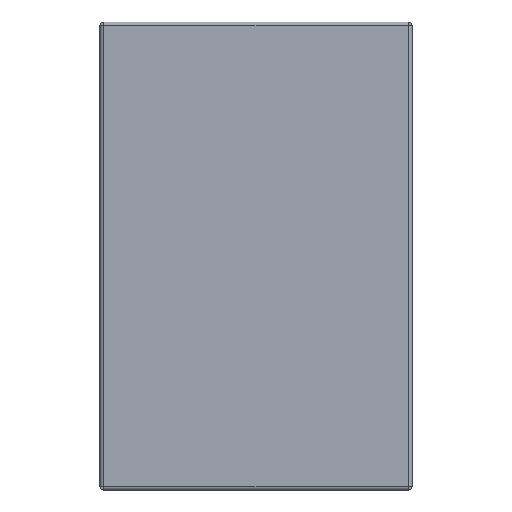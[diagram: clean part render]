
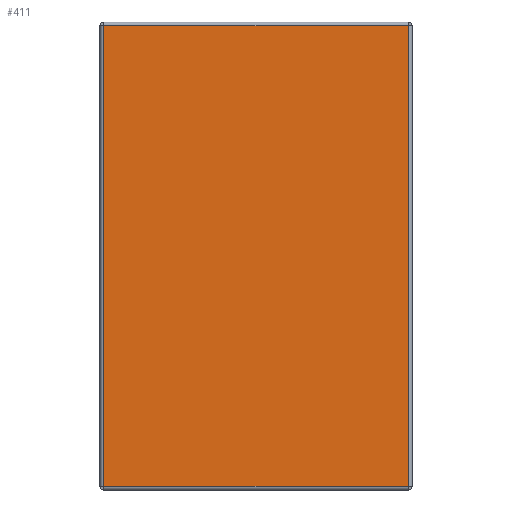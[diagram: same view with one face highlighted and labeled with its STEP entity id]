
A CAD part, front view. The second image highlights one B-rep face of the part: STEP entity #411.
In plain terms, the highlighted planar face has unit normal (0, -1, 0).
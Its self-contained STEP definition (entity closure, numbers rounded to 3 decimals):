
#411 = ADVANCED_FACE( '', ( #1053 ), #1054, .T. );
#1053 = FACE_OUTER_BOUND( '', #3303, .T. );
#1054 = PLANE( '', #3304 );
#3303 = EDGE_LOOP( '', ( #10958, #10959, #10960, #10961 ) );
#3304 = AXIS2_PLACEMENT_3D( '', #10962, #10963, #10964 );
#10958 = ORIENTED_EDGE( '', *, *, #12881, .T. );
#10959 = ORIENTED_EDGE( '', *, *, #12882, .T. );
#10960 = ORIENTED_EDGE( '', *, *, #12883, .T. );
#10961 = ORIENTED_EDGE( '', *, *, #12802, .T. );
#10962 = CARTESIAN_POINT( '', ( 0., 0., 0. ) );
#10963 = DIRECTION( '', ( 0., -1., 0. ) );
#10964 = DIRECTION( '', ( 0., 0., -1. ) );
#12802 = EDGE_CURVE( '', #13762, #13766, #13768, .T. );
#12881 = EDGE_CURVE( '', #13766, #13891, #13892, .T. );
#12882 = EDGE_CURVE( '', #13891, #13893, #13894, .T. );
#12883 = EDGE_CURVE( '', #13893, #13762, #13895, .T. );
#13762 = VERTEX_POINT( '', #15352 );
#13766 = VERTEX_POINT( '', #15357 );
#13768 = LINE( '', #15359, #15360 );
#13891 = VERTEX_POINT( '', #15727 );
#13892 = LINE( '', #15728, #15729 );
#13893 = VERTEX_POINT( '', #15730 );
#13894 = LINE( '', #15731, #15732 );
#13895 = LINE( '', #15733, #15734 );
#15352 = CARTESIAN_POINT( '', ( -148.92, 0., 225.12 ) );
#15357 = CARTESIAN_POINT( '', ( -148.92, 0., -225.12 ) );
#15359 = CARTESIAN_POINT( '', ( -148.92, 0., 228.6 ) );
#15360 = VECTOR( '', #17888, 1000. );
#15727 = CARTESIAN_POINT( '', ( 148.92, 0., -225.12 ) );
#15728 = CARTESIAN_POINT( '', ( 148.92, 0., -225.12 ) );
#15729 = VECTOR( '', #17939, 1000. );
#15730 = CARTESIAN_POINT( '', ( 148.92, 0., 225.12 ) );
#15731 = CARTESIAN_POINT( '', ( 148.92, 0., -228.6 ) );
#15732 = VECTOR( '', #17940, 1000. );
#15733 = CARTESIAN_POINT( '', ( -148.92, 0., 225.12 ) );
#15734 = VECTOR( '', #17941, 1000. );
#17888 = DIRECTION( '', ( 0., 0., -1. ) );
#17939 = DIRECTION( '', ( 1., 0., 0. ) );
#17940 = DIRECTION( '', ( 0., 0., 1. ) );
#17941 = DIRECTION( '', ( -1., 0., 0. ) );
